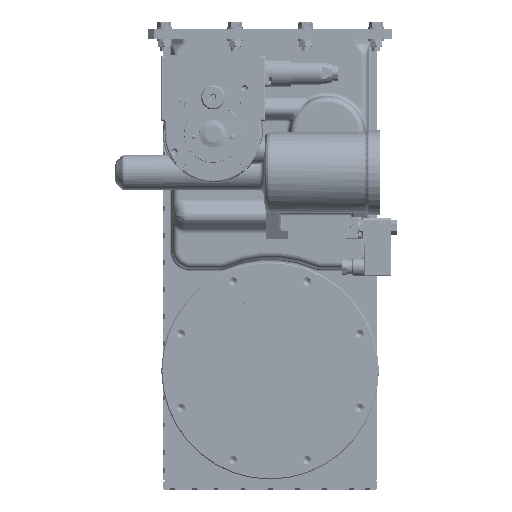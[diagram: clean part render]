
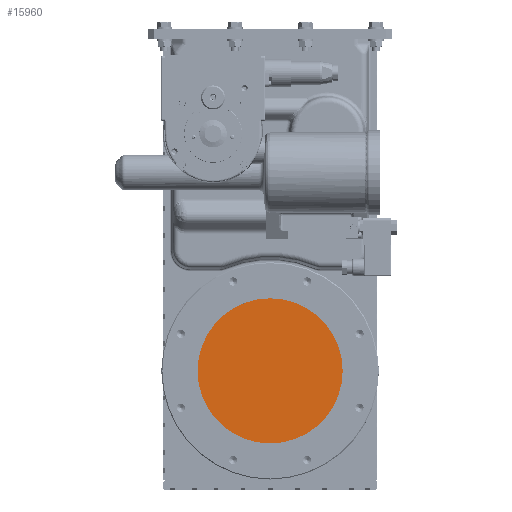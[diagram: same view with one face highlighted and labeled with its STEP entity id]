
A CAD part, top view. The second image highlights one B-rep face of the part: STEP entity #15960.
In plain terms, the highlighted planar face has unit normal (0, 0, 1).
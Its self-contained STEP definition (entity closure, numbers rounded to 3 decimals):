
#8458=FACE_OUTER_BOUND('',#21875,.T.);
#15960=ADVANCED_FACE('',(#8458),#18468,.T.);
#18468=PLANE('',#47355);
#21875=EDGE_LOOP('',(#25304));
#25304=ORIENTED_EDGE('',*,*,#39735,.T.);
#36057=VERTEX_POINT('',#63770);
#39735=EDGE_CURVE('',#36057,#36057,#45116,.T.);
#45116=CIRCLE('',#47352,75.05);
#47352=AXIS2_PLACEMENT_3D('',#63769,#52105,#52106);
#47355=AXIS2_PLACEMENT_3D('',#63773,#52111,#52112);
#52105=DIRECTION('',(0.,0.,1.));
#52106=DIRECTION('',(1.,0.,0.));
#52111=DIRECTION('',(0.,0.,1.));
#52112=DIRECTION('',(1.,0.,0.));
#63769=CARTESIAN_POINT('',(0.,-348.85,13.475));
#63770=CARTESIAN_POINT('',(75.05,-348.85,13.475));
#63773=CARTESIAN_POINT('',(0.,-348.85,13.475));
